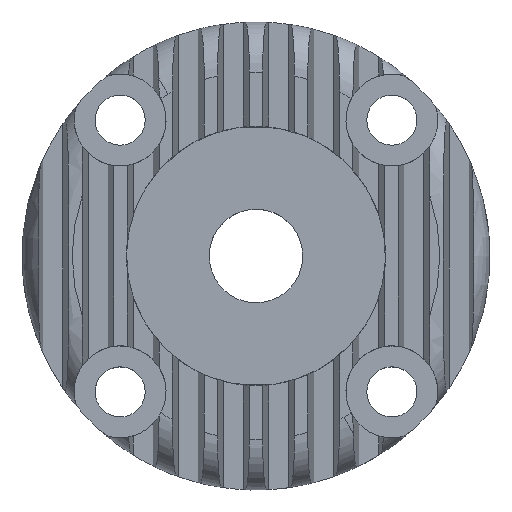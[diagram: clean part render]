
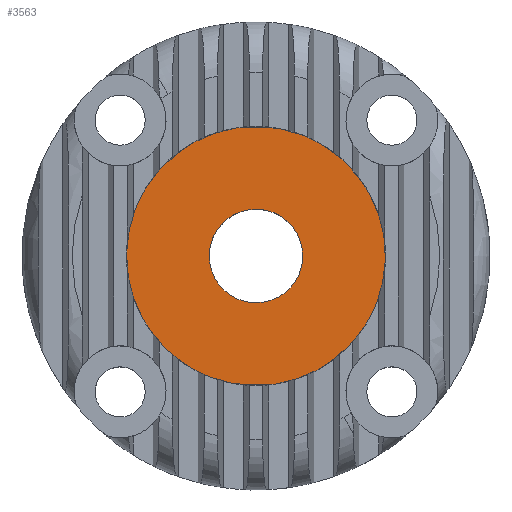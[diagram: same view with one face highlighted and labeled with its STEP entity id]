
A CAD part, top view. The second image highlights one B-rep face of the part: STEP entity #3563.
In plain terms, the highlighted planar face has unit normal (0, 0, 1).
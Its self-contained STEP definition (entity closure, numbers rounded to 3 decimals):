
#1634=AXIS2_PLACEMENT_3D('Plane Axis2P3D',#1631,#1632,#1633) ;
#3191=AXIS2_PLACEMENT_3D('Circle Axis2P3D',#3189,#3190,$) ;
#3346=AXIS2_PLACEMENT_3D('Circle Axis2P3D',#3344,#3345,$) ;
#3547=AXIS2_PLACEMENT_3D('Circle Axis2P3D',#3545,#3546,$) ;
#3556=AXIS2_PLACEMENT_3D('Circle Axis2P3D',#3554,#3555,$) ;
#1631=CARTESIAN_POINT('Axis2P3D Location',(0.,7.75,4.2)) ;
#3186=CARTESIAN_POINT('Vertex',(3.716,-6.801,4.2)) ;
#3189=CARTESIAN_POINT('Axis2P3D Location',(0.,0.,4.2)) ;
#3193=CARTESIAN_POINT('Vertex',(-3.716,6.801,4.2)) ;
#3344=CARTESIAN_POINT('Axis2P3D Location',(0.,0.,4.2)) ;
#3545=CARTESIAN_POINT('Axis2P3D Location',(0.,0.,4.2)) ;
#3549=CARTESIAN_POINT('Vertex',(-1.342,2.457,4.2)) ;
#3551=CARTESIAN_POINT('Vertex',(1.342,-2.457,4.2)) ;
#3554=CARTESIAN_POINT('Axis2P3D Location',(0.,0.,4.2)) ;
#1632=DIRECTION('Axis2P3D Direction',(0.,0.,1.)) ;
#1633=DIRECTION('Axis2P3D XDirection',(1.,0.,0.)) ;
#3190=DIRECTION('Axis2P3D Direction',(0.,0.,1.)) ;
#3345=DIRECTION('Axis2P3D Direction',(0.,0.,1.)) ;
#3546=DIRECTION('Axis2P3D Direction',(0.,0.,1.)) ;
#3555=DIRECTION('Axis2P3D Direction',(0.,0.,1.)) ;
#3542=ORIENTED_EDGE('',*,*,#3348,.T.) ;
#3543=ORIENTED_EDGE('',*,*,#3195,.T.) ;
#3560=ORIENTED_EDGE('',*,*,#3553,.F.) ;
#3561=ORIENTED_EDGE('',*,*,#3558,.F.) ;
#3562=FACE_BOUND('',#3559,.T.) ;
#3563=ADVANCED_FACE('',(#3544,#3562),#1635,.T.) ;
#3192=CIRCLE('generated circle',#3191,7.75) ;
#3347=CIRCLE('generated circle',#3346,7.75) ;
#3548=CIRCLE('generated circle',#3547,2.8) ;
#3557=CIRCLE('generated circle',#3556,2.8) ;
#3195=EDGE_CURVE('',#3194,#3187,#3192,.T.) ;
#3348=EDGE_CURVE('',#3187,#3194,#3347,.T.) ;
#3553=EDGE_CURVE('',#3550,#3552,#3548,.T.) ;
#3558=EDGE_CURVE('',#3552,#3550,#3557,.T.) ;
#3541=EDGE_LOOP('',(#3542,#3543)) ;
#3559=EDGE_LOOP('',(#3560,#3561)) ;
#3544=FACE_OUTER_BOUND('',#3541,.T.) ;
#1635=PLANE('Plane',#1634) ;
#3187=VERTEX_POINT('',#3186) ;
#3194=VERTEX_POINT('',#3193) ;
#3550=VERTEX_POINT('',#3549) ;
#3552=VERTEX_POINT('',#3551) ;
